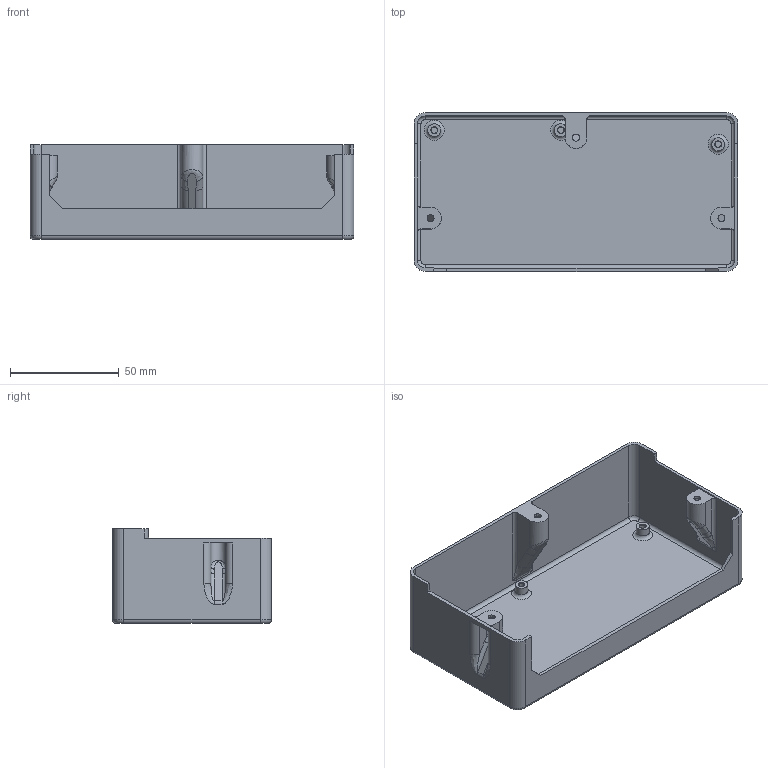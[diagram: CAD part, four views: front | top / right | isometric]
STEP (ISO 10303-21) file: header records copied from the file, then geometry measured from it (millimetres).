
FILE_DESCRIPTION(('Open CASCADE Model'),'2;1');
FILE_NAME('Open CASCADE Shape Model','2024-08-04T12:37:22',('Author'),( 'Open CASCADE'),'Open CASCADE STEP processor 7.7','Open CASCADE 7.7' ,'Unknown');
FILE_SCHEMA(('AUTOMOTIVE_DESIGN { 1 0 10303 214 1 1 1 1 }'));
Length unit declared in the file: millimetre
Products named in the file (1): Open CASCADE STEP translator 7.7 23
Bounding box: 149.2 x 73.2 x 43.6 mm (x, y, z)
Volume: 42127 mm3; surface area: 52765.6 mm2
Topology: 1 solids, 1 shells, 193 faces, 476 edges, 290 vertices
Faces by surface type: plane 82, cylinder 61, bspline 36, torus 11, cone 3
Full cylindrical faces by diameter (mm): 2.85 x3, 3.2 x3, 6 x3
Entity records: 19108 total; most frequent: CARTESIAN_POINT 10354, DIRECTION 1430, ORIENTED_EDGE 946, PCURVE 946, DEFINITIONAL_REPRESENTATION 946, LINE 834, VECTOR 834, EDGE_CURVE 473
